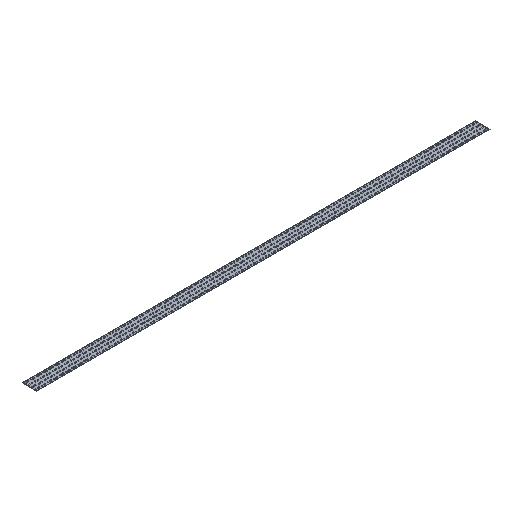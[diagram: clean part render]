
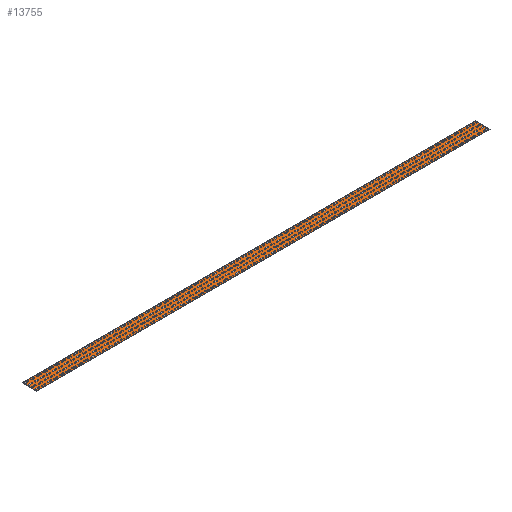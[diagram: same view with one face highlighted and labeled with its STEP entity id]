
A CAD part, isometric view. The second image highlights one B-rep face of the part: STEP entity #13755.
In plain terms, the highlighted planar face has unit normal (0, 0, 1).
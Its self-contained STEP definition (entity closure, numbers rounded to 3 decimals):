
#1069=FACE_OUTER_BOUND('',#1675,.T.);
#1675=EDGE_LOOP('',(#12081,#12082,#12083,#12084));
#3930=LINE('',#25798,#5142);
#3936=LINE('',#25810,#5148);
#3937=LINE('',#25812,#5149);
#3938=LINE('',#25813,#5150);
#5142=VECTOR('',#20521,1.);
#5148=VECTOR('',#20529,1.);
#5149=VECTOR('',#20532,1.);
#5150=VECTOR('',#20533,1.);
#7254=VERTEX_POINT('',#25795);
#7255=VERTEX_POINT('',#25797);
#7257=VERTEX_POINT('',#25803);
#7260=VERTEX_POINT('',#25808);
#9662=EDGE_CURVE('',#7254,#7255,#3930,.T.);
#9668=EDGE_CURVE('',#7257,#7260,#3936,.T.);
#9669=EDGE_CURVE('',#7254,#7257,#3937,.T.);
#9670=EDGE_CURVE('',#7255,#7260,#3938,.T.);
#12081=ORIENTED_EDGE('',*,*,#9669,.T.);
#12082=ORIENTED_EDGE('',*,*,#9668,.T.);
#12083=ORIENTED_EDGE('',*,*,#9670,.F.);
#12084=ORIENTED_EDGE('',*,*,#9662,.F.);
#13149=PLANE('',#16462);
#13755=ADVANCED_FACE('',(#1069),#13149,.T.);
#16462=AXIS2_PLACEMENT_3D('',#25811,#20530,#20531);
#20521=DIRECTION('',(1.,0.,0.));
#20529=DIRECTION('',(1.,0.,0.));
#20530=DIRECTION('center_axis',(0.,0.,1.));
#20531=DIRECTION('ref_axis',(0.,-1.,0.));
#20532=DIRECTION('',(0.,-1.,0.));
#20533=DIRECTION('',(0.,-1.,0.));
#25795=CARTESIAN_POINT('',(22.129,120.934,1.75));
#25797=CARTESIAN_POINT('',(3022.129,120.934,1.75));
#25798=CARTESIAN_POINT('',(22.129,120.934,1.75));
#25803=CARTESIAN_POINT('',(22.129,24.934,1.75));
#25808=CARTESIAN_POINT('',(3022.129,24.934,1.75));
#25810=CARTESIAN_POINT('',(22.129,24.934,1.75));
#25811=CARTESIAN_POINT('Origin',(22.129,48.934,1.75));
#25812=CARTESIAN_POINT('',(22.129,120.934,1.75));
#25813=CARTESIAN_POINT('',(3022.129,120.934,1.75));
